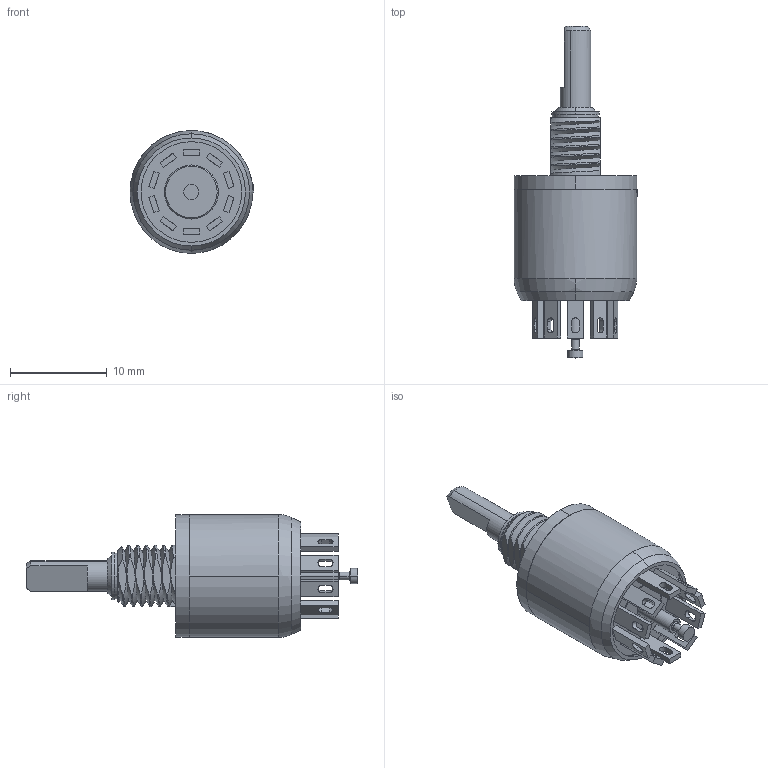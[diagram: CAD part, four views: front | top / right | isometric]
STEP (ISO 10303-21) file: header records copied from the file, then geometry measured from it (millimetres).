
FILE_DESCRIPTION((''),'2;1');
FILE_NAME('50D36-01-1-AJN_SW0001','2016-02-18T',('jjanota'),(''),'PRO/ENGINEER BY PARAMETRIC TECHNOLOGY CORPORATION, 2011490','PRO/ENGINEER BY PARAMETRIC TECHNOLOGY CORPORATION, 2011490','');
FILE_SCHEMA(('CONFIG_CONTROL_DESIGN'));
Length unit declared in the file: inch
Products named in the file (1): 50D36-01-1-AJN_SW0001
Bounding box: 12.83 x 34.34 x 12.7 mm (x, y, z)
Surface area: 1532.1 mm2 (no closed solid volume)
Topology: 0 solids, 17 shells, 179 faces, 551 edges, 394 vertices
Faces by surface type: plane 104, cylinder 51, cone 14, bspline 6, torus 4
Entity records: 9628 total; most frequent: CARTESIAN_POINT 3267, ORIENTED_EDGE 956, DIRECTION 955, EDGE_CURVE 551, VERTEX_POINT 394, VECTOR 353, LINE 353, AXIS2_PLACEMENT_3D 301
